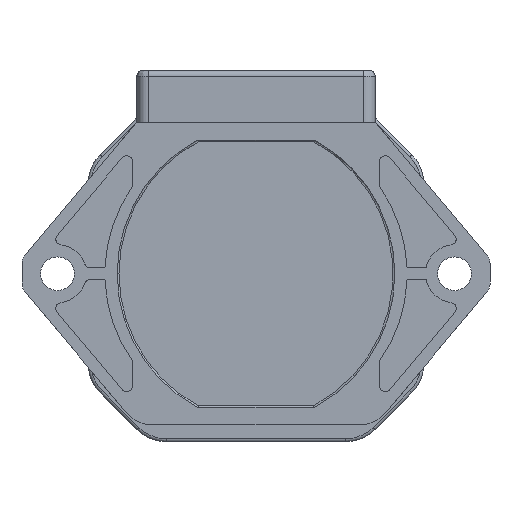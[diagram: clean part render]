
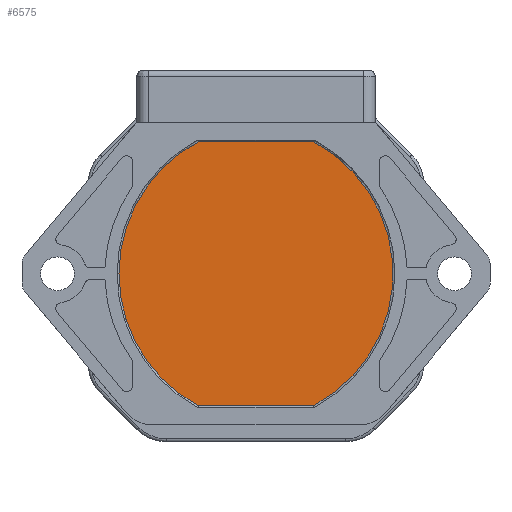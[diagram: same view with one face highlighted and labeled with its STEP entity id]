
A CAD part, front view. The second image highlights one B-rep face of the part: STEP entity #6575.
In plain terms, the highlighted face is planar.
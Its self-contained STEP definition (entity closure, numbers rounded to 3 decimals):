
#2280=CARTESIAN_POINT('',(24.824,46.45,0.4));
#2329=CARTESIAN_POINT('',(44.676,1.05,0.4));
#2331=CARTESIAN_POINT('',(24.824,1.05,0.4));
#2357=CARTESIAN_POINT('',(36.874,23.75,0.4));
#2358=DIRECTION('',(0.,0.,1.));
#2359=DIRECTION('',(-1.,0.,0.));
#2360=AXIS2_PLACEMENT_3D('',#2357,#2358,#2359);
#2362=DIRECTION('',(1.,0.,0.));
#2363=VECTOR('',#2362,19.851);
#2364=CARTESIAN_POINT('',(24.824,1.05,0.4));
#2365=LINE('',#2364,#2363);
#2366=CARTESIAN_POINT('',(32.626,23.75,0.4));
#2367=DIRECTION('',(0.,0.,1.));
#2368=DIRECTION('',(0.469,-0.883,0.));
#2369=AXIS2_PLACEMENT_3D('',#2366,#2367,#2368);
#2371=DIRECTION('',(-1.,0.,0.));
#2372=VECTOR('',#2371,19.851);
#2373=CARTESIAN_POINT('',(44.676,46.45,0.4));
#2374=LINE('',#2373,#2372);
#2375=CARTESIAN_POINT('',(36.874,23.75,0.4));
#2376=DIRECTION('',(0.,0.,1.));
#2377=DIRECTION('',(-0.469,0.883,0.));
#2378=AXIS2_PLACEMENT_3D('',#2375,#2376,#2377);
#3157=VERTEX_POINT('',#2280);
#3158=CARTESIAN_POINT('',(44.676,46.45,0.4));
#3159=VERTEX_POINT('',#3158);
#3160=CARTESIAN_POINT('',(11.174,23.75,0.4));
#3162=VERTEX_POINT('',#3160);
#3166=VERTEX_POINT('',#2331);
#3169=VERTEX_POINT('',#2329);
#6563=CARTESIAN_POINT('',(32.626,23.75,0.4));
#6564=DIRECTION('',(0.,0.,-1.));
#6565=DIRECTION('',(-1.,0.,0.));
#6566=AXIS2_PLACEMENT_3D('',#6563,#6564,#6565);
#6567=PLANE('',#6566);
#6568=ORIENTED_EDGE('',*,*,#6473,.T.);
#6569=ORIENTED_EDGE('',*,*,#6527,.T.);
#6570=ORIENTED_EDGE('',*,*,#6541,.T.);
#6571=ORIENTED_EDGE('',*,*,#6442,.T.);
#6572=ORIENTED_EDGE('',*,*,#6456,.T.);
#6573=EDGE_LOOP('',(#6568,#6569,#6570,#6571,#6572));
#6574=FACE_OUTER_BOUND('',#6573,.F.);
#6575=ADVANCED_FACE('',(#6574),#6567,.T.);
#2361=CIRCLE('',#2360,25.7);
#2370=CIRCLE('',#2369,25.7);
#2379=CIRCLE('',#2378,25.7);
#6442=EDGE_CURVE('',#3159,#3157,#2374,.T.);
#6456=EDGE_CURVE('',#3157,#3162,#2379,.T.);
#6473=EDGE_CURVE('',#3162,#3166,#2361,.T.);
#6527=EDGE_CURVE('',#3166,#3169,#2365,.T.);
#6541=EDGE_CURVE('',#3169,#3159,#2370,.T.);
